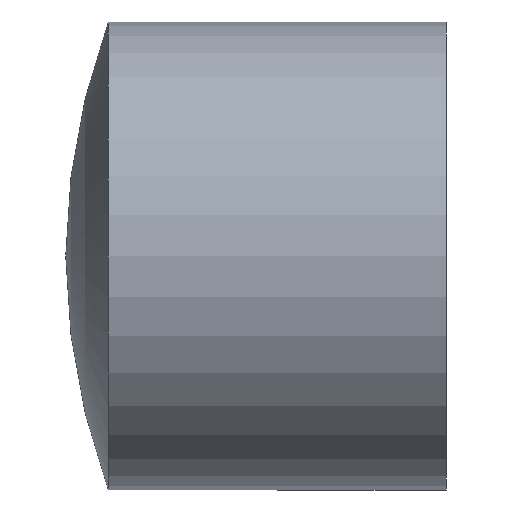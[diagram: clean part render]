
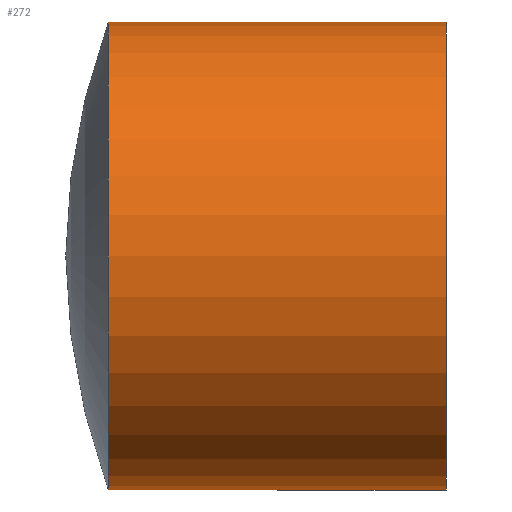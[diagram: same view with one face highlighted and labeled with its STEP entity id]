
A CAD part, left-side view. The second image highlights one B-rep face of the part: STEP entity #272.
In plain terms, the highlighted cylindrical face has radius 70 mm (diameter 140 mm), a partial arc.
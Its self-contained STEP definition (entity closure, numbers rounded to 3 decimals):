
#16 = CARTESIAN_POINT ( 'NONE',  ( 0., 0., -70. ) ) ;
#18 = CARTESIAN_POINT ( 'NONE',  ( 0., 0., 0. ) ) ;
#23 = DIRECTION ( 'NONE',  ( 0., -1., 0. ) ) ;
#40 = CARTESIAN_POINT ( 'NONE',  ( 0., 101.096, -70. ) ) ;
#41 = ORIENTED_EDGE ( 'NONE', *, *, #218, .F. ) ;
#46 = FACE_OUTER_BOUND ( 'NONE', #176, .T. ) ;
#59 = ORIENTED_EDGE ( 'NONE', *, *, #164, .T. ) ;
#64 = ORIENTED_EDGE ( 'NONE', *, *, #203, .T. ) ;
#72 = AXIS2_PLACEMENT_3D ( 'NONE', #258, #23, #150 ) ;
#74 = ORIENTED_EDGE ( 'NONE', *, *, #269, .F. ) ;
#75 = LINE ( 'NONE', #198, #153 ) ;
#84 = VECTOR ( 'NONE', #276, 1000. ) ;
#106 = CARTESIAN_POINT ( 'NONE',  ( 0., 101.096, 0. ) ) ;
#114 = LINE ( 'NONE', #202, #84 ) ;
#128 = AXIS2_PLACEMENT_3D ( 'NONE', #18, #142, #241 ) ;
#129 = CIRCLE ( 'NONE', #128, 70. ) ;
#137 = AXIS2_PLACEMENT_3D ( 'NONE', #106, #199, #273 ) ;
#142 = DIRECTION ( 'NONE',  ( 0., -1., 0. ) ) ;
#146 = CIRCLE ( 'NONE', #137, 70. ) ;
#150 = DIRECTION ( 'NONE',  ( 0., 0., -1. ) ) ;
#153 = VECTOR ( 'NONE', #271, 1000. ) ;
#159 = VERTEX_POINT ( 'NONE', #288 ) ;
#164 = EDGE_CURVE ( 'NONE', #167, #180, #75, .T. ) ;
#167 = VERTEX_POINT ( 'NONE', #40 ) ;
#170 = CARTESIAN_POINT ( 'NONE',  ( 0., 101.096, 70. ) ) ;
#172 = VERTEX_POINT ( 'NONE', #170 ) ;
#176 = EDGE_LOOP ( 'NONE', ( #74, #64, #59, #41 ) ) ;
#177 = CYLINDRICAL_SURFACE ( 'NONE', #72, 70. ) ;
#180 = VERTEX_POINT ( 'NONE', #16 ) ;
#198 = CARTESIAN_POINT ( 'NONE',  ( 0., 0., -70. ) ) ;
#199 = DIRECTION ( 'NONE',  ( 0., -1., 0. ) ) ;
#202 = CARTESIAN_POINT ( 'NONE',  ( 0., 0., 70. ) ) ;
#203 = EDGE_CURVE ( 'NONE', #172, #167, #146, .T. ) ;
#218 = EDGE_CURVE ( 'NONE', #159, #180, #129, .T. ) ;
#241 = DIRECTION ( 'NONE',  ( 0., 0., -1. ) ) ;
#258 = CARTESIAN_POINT ( 'NONE',  ( 0., 0., 0. ) ) ;
#269 = EDGE_CURVE ( 'NONE', #172, #159, #114, .T. ) ;
#271 = DIRECTION ( 'NONE',  ( 0., -1., 0. ) ) ;
#272 = ADVANCED_FACE ( 'NONE', ( #46 ), #177, .T. ) ;
#273 = DIRECTION ( 'NONE',  ( 0., 0., -1. ) ) ;
#276 = DIRECTION ( 'NONE',  ( 0., -1., 0. ) ) ;
#288 = CARTESIAN_POINT ( 'NONE',  ( 0., 0., 70. ) ) ;
